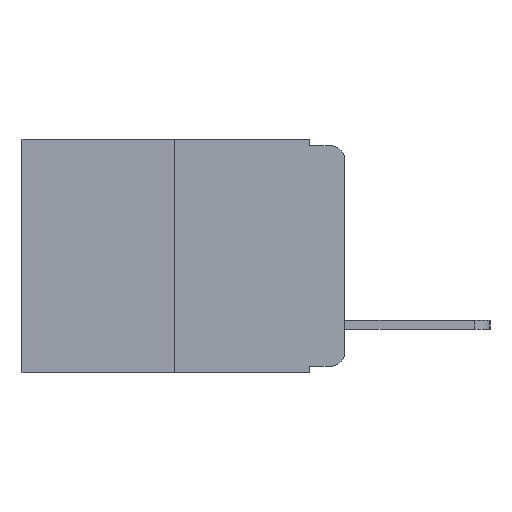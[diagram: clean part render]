
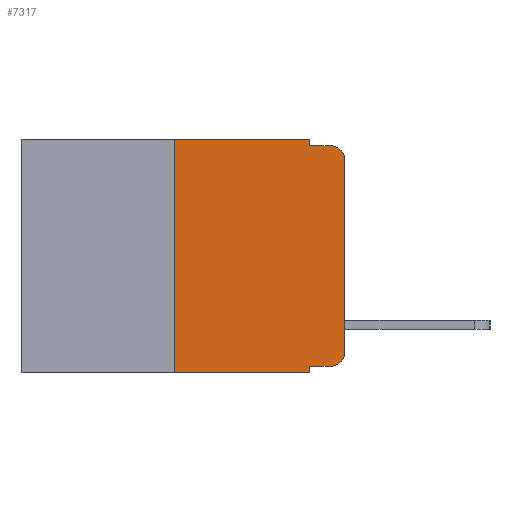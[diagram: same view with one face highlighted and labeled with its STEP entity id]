
A CAD part, left-side view. The second image highlights one B-rep face of the part: STEP entity #7317.
In plain terms, the highlighted planar face has unit normal (-1, 0, 0).
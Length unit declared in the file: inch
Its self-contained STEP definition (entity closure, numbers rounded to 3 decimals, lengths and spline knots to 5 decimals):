
#143 = VECTOR ( 'NONE', #5779, 39.37008 ) ;
#324 = ORIENTED_EDGE ( 'NONE', *, *, #16111, .F. ) ;
#638 = VERTEX_POINT ( 'NONE', #15356 ) ;
#844 = ORIENTED_EDGE ( 'NONE', *, *, #9300, .F. ) ;
#1125 = AXIS2_PLACEMENT_3D ( 'NONE', #5985, #11329, #11307 ) ;
#1232 = ORIENTED_EDGE ( 'NONE', *, *, #11113, .F. ) ;
#1444 = ORIENTED_EDGE ( 'NONE', *, *, #11996, .F. ) ;
#1496 = ORIENTED_EDGE ( 'NONE', *, *, #12869, .T. ) ;
#1704 = CARTESIAN_POINT ( 'NONE',  ( 0., 0.473, 0. ) ) ;
#1977 = PLANE ( 'NONE',  #11851 ) ;
#2151 = AXIS2_PLACEMENT_3D ( 'NONE', #4263, #13736, #5626 ) ;
#2235 = DIRECTION ( 'NONE',  ( 0., 0., -1. ) ) ;
#2935 = CARTESIAN_POINT ( 'NONE',  ( 0., 0.051, -0.343 ) ) ;
#3044 = FACE_OUTER_BOUND ( 'NONE', #8328, .T. ) ;
#3170 = CARTESIAN_POINT ( 'NONE',  ( 0., 0.051, 0. ) ) ;
#3181 = VERTEX_POINT ( 'NONE', #8527 ) ;
#3459 = ORIENTED_EDGE ( 'NONE', *, *, #10227, .F. ) ;
#3548 = VERTEX_POINT ( 'NONE', #16285 ) ;
#3618 = ORIENTED_EDGE ( 'NONE', *, *, #15901, .T. ) ;
#3716 = CIRCLE ( 'NONE', #2151, 0.02 ) ;
#3988 = LINE ( 'NONE', #11270, #14366 ) ;
#4263 = CARTESIAN_POINT ( 'NONE',  ( 0., 0.02, -0.03 ) ) ;
#4404 = CARTESIAN_POINT ( 'NONE',  ( 0., 0.473, -0.343 ) ) ;
#4525 = ORIENTED_EDGE ( 'NONE', *, *, #7387, .T. ) ;
#4707 = LINE ( 'NONE', #6247, #7912 ) ;
#5626 = DIRECTION ( 'NONE',  ( 0., 0., -1. ) ) ;
#5779 = DIRECTION ( 'NONE',  ( 0., -1., 0. ) ) ;
#5985 = CARTESIAN_POINT ( 'NONE',  ( 0., 0.02, -0.313 ) ) ;
#6211 = CARTESIAN_POINT ( 'NONE',  ( 0., 0.02, -0.01 ) ) ;
#6247 = CARTESIAN_POINT ( 'NONE',  ( 0., 0.25, 0. ) ) ;
#6290 = CARTESIAN_POINT ( 'NONE',  ( 0., 0.051, 0. ) ) ;
#6798 = LINE ( 'NONE', #9840, #17258 ) ;
#7101 = CARTESIAN_POINT ( 'NONE',  ( 0., 0.051, -0.01 ) ) ;
#7187 = ORIENTED_EDGE ( 'NONE', *, *, #13731, .T. ) ;
#7290 = VERTEX_POINT ( 'NONE', #15378 ) ;
#7317 = ADVANCED_FACE ( 'NONE', ( #3044 ), #1977, .F. ) ;
#7374 = VERTEX_POINT ( 'NONE', #7101 ) ;
#7375 = DIRECTION ( 'NONE',  ( 0., -1., 0. ) ) ;
#7387 = EDGE_CURVE ( 'NONE', #3181, #638, #13129, .T. ) ;
#7633 = DIRECTION ( 'NONE',  ( 0., 0., 1. ) ) ;
#7838 = VERTEX_POINT ( 'NONE', #16208 ) ;
#7912 = VECTOR ( 'NONE', #7633, 39.37008 ) ;
#7931 = CARTESIAN_POINT ( 'NONE',  ( 0., 0., 0. ) ) ;
#7985 = LINE ( 'NONE', #16100, #17512 ) ;
#8183 = DIRECTION ( 'NONE',  ( 1., 0., 0. ) ) ;
#8327 = EDGE_CURVE ( 'NONE', #7290, #3181, #7985, .T. ) ;
#8328 = EDGE_LOOP ( 'NONE', ( #7187, #1496, #1444, #1232, #324, #3459, #3618, #844, #16142, #4525 ) ) ;
#8527 = CARTESIAN_POINT ( 'NONE',  ( 0., 0.02, -0.333 ) ) ;
#8536 = LINE ( 'NONE', #1704, #12149 ) ;
#8897 = VERTEX_POINT ( 'NONE', #3170 ) ;
#9300 = EDGE_CURVE ( 'NONE', #7290, #13901, #11395, .T. ) ;
#9734 = VERTEX_POINT ( 'NONE', #6211 ) ;
#9840 = CARTESIAN_POINT ( 'NONE',  ( 0., 0.051, 0. ) ) ;
#10227 = EDGE_CURVE ( 'NONE', #3548, #16437, #4707, .T. ) ;
#10978 = VECTOR ( 'NONE', #15593, 39.37008 ) ;
#11113 = EDGE_CURVE ( 'NONE', #8897, #7374, #6798, .T. ) ;
#11118 = LINE ( 'NONE', #4404, #143 ) ;
#11181 = DIRECTION ( 'NONE',  ( 0., 0., -1. ) ) ;
#11270 = CARTESIAN_POINT ( 'NONE',  ( 0., 0.051, -0.01 ) ) ;
#11307 = DIRECTION ( 'NONE',  ( 0., 0., -1. ) ) ;
#11329 = DIRECTION ( 'NONE',  ( -1., 0., 0. ) ) ;
#11395 = LINE ( 'NONE', #6290, #10978 ) ;
#11851 = AXIS2_PLACEMENT_3D ( 'NONE', #15327, #8183, #2235 ) ;
#11996 = EDGE_CURVE ( 'NONE', #7374, #9734, #3988, .T. ) ;
#11997 = CARTESIAN_POINT ( 'NONE',  ( 0., 0.25, 0. ) ) ;
#12149 = VECTOR ( 'NONE', #7375, 39.37008 ) ;
#12474 = LINE ( 'NONE', #7931, #15797 ) ;
#12597 = DIRECTION ( 'NONE',  ( 0., -1., 0. ) ) ;
#12869 = EDGE_CURVE ( 'NONE', #7838, #9734, #3716, .T. ) ;
#13129 = CIRCLE ( 'NONE', #1125, 0.02 ) ;
#13731 = EDGE_CURVE ( 'NONE', #638, #7838, #12474, .T. ) ;
#13736 = DIRECTION ( 'NONE',  ( -1., 0., 0. ) ) ;
#13901 = VERTEX_POINT ( 'NONE', #2935 ) ;
#14366 = VECTOR ( 'NONE', #12597, 39.37008 ) ;
#15327 = CARTESIAN_POINT ( 'NONE',  ( 0., 0.473, 0. ) ) ;
#15356 = CARTESIAN_POINT ( 'NONE',  ( 0., 0., -0.313 ) ) ;
#15378 = CARTESIAN_POINT ( 'NONE',  ( 0., 0.051, -0.333 ) ) ;
#15550 = DIRECTION ( 'NONE',  ( 0., -1., 0. ) ) ;
#15593 = DIRECTION ( 'NONE',  ( 0., 0., -1. ) ) ;
#15797 = VECTOR ( 'NONE', #17046, 39.37008 ) ;
#15901 = EDGE_CURVE ( 'NONE', #3548, #13901, #11118, .T. ) ;
#16100 = CARTESIAN_POINT ( 'NONE',  ( 0., 0.051, -0.333 ) ) ;
#16111 = EDGE_CURVE ( 'NONE', #16437, #8897, #8536, .T. ) ;
#16142 = ORIENTED_EDGE ( 'NONE', *, *, #8327, .T. ) ;
#16208 = CARTESIAN_POINT ( 'NONE',  ( 0., 0., -0.03 ) ) ;
#16285 = CARTESIAN_POINT ( 'NONE',  ( 0., 0.25, -0.343 ) ) ;
#16437 = VERTEX_POINT ( 'NONE', #11997 ) ;
#17046 = DIRECTION ( 'NONE',  ( 0., 0., 1. ) ) ;
#17258 = VECTOR ( 'NONE', #11181, 39.37008 ) ;
#17512 = VECTOR ( 'NONE', #15550, 39.37008 ) ;
